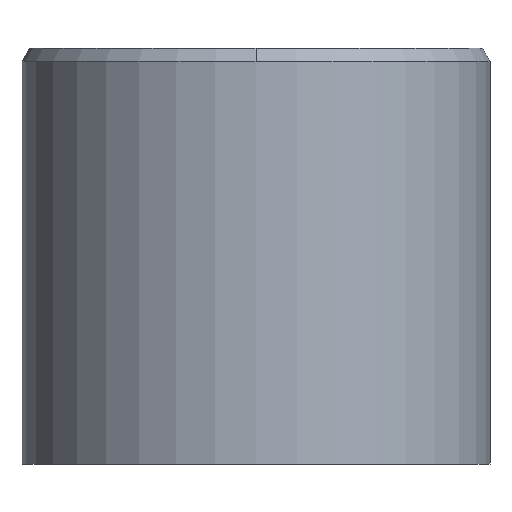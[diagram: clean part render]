
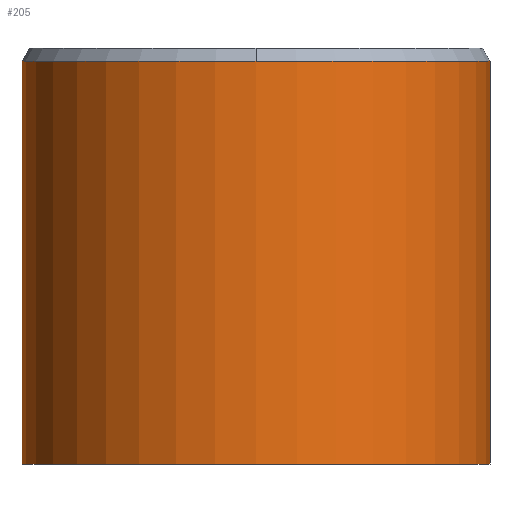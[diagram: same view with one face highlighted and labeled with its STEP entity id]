
A CAD part, front view. The second image highlights one B-rep face of the part: STEP entity #205.
In plain terms, the highlighted cylindrical face has radius 14.287 mm (diameter 28.575 mm), a partial arc.
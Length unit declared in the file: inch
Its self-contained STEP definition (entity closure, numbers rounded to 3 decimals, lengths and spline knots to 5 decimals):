
#2 = CARTESIAN_POINT ( 'NONE',  ( 0., 0., 0.9685 ) ) ;
#4 = EDGE_CURVE ( 'NONE', #232, #139, #45, .T. ) ;
#25 = AXIS2_PLACEMENT_3D ( 'NONE', #2, #165, #86 ) ;
#33 = CARTESIAN_POINT ( 'NONE',  ( -0.5625, 0., 0.9685 ) ) ;
#41 = VECTOR ( 'NONE', #80, 39.37008 ) ;
#42 = AXIS2_PLACEMENT_3D ( 'NONE', #115, #87, #269 ) ;
#45 = CIRCLE ( 'NONE', #227, 0.5625 ) ;
#52 = LINE ( 'NONE', #82, #41 ) ;
#56 = DIRECTION ( 'NONE',  ( 1., 0., 0. ) ) ;
#60 = CARTESIAN_POINT ( 'NONE',  ( 0., 0., 0. ) ) ;
#62 = EDGE_CURVE ( 'NONE', #232, #89, #52, .T. ) ;
#71 = DIRECTION ( 'NONE',  ( 0., 0., -1. ) ) ;
#80 = DIRECTION ( 'NONE',  ( 0., 0., 1. ) ) ;
#82 = CARTESIAN_POINT ( 'NONE',  ( -0.5625, 0., 0.48425 ) ) ;
#84 = AXIS2_PLACEMENT_3D ( 'NONE', #149, #71, #99 ) ;
#86 = DIRECTION ( 'NONE',  ( 1., 0., 0. ) ) ;
#87 = DIRECTION ( 'NONE',  ( 0., 0., 1. ) ) ;
#89 = VERTEX_POINT ( 'NONE', #33 ) ;
#99 = DIRECTION ( 'NONE',  ( 1., 0., 0. ) ) ;
#112 = EDGE_CURVE ( 'NONE', #128, #89, #306, .T. ) ;
#115 = CARTESIAN_POINT ( 'NONE',  ( 0., 0., 0.48425 ) ) ;
#118 = CARTESIAN_POINT ( 'NONE',  ( 0.5625, 0., 0.9685 ) ) ;
#128 = VERTEX_POINT ( 'NONE', #212 ) ;
#133 = VERTEX_POINT ( 'NONE', #118 ) ;
#134 = DIRECTION ( 'NONE',  ( 0., 0., 1. ) ) ;
#139 = VERTEX_POINT ( 'NONE', #296 ) ;
#149 = CARTESIAN_POINT ( 'NONE',  ( 0., 0., 0.9685 ) ) ;
#155 = LINE ( 'NONE', #299, #216 ) ;
#160 = FACE_OUTER_BOUND ( 'NONE', #303, .T. ) ;
#165 = DIRECTION ( 'NONE',  ( 0., 0., -1. ) ) ;
#176 = ORIENTED_EDGE ( 'NONE', *, *, #332, .T. ) ;
#205 = ADVANCED_FACE ( 'NONE', ( #160 ), #229, .T. ) ;
#212 = CARTESIAN_POINT ( 'NONE',  ( 0., -0.5625, 0.9685 ) ) ;
#216 = VECTOR ( 'NONE', #249, 39.37008 ) ;
#227 = AXIS2_PLACEMENT_3D ( 'NONE', #60, #134, #56 ) ;
#229 = CYLINDRICAL_SURFACE ( 'NONE', #42, 0.5625 ) ;
#232 = VERTEX_POINT ( 'NONE', #318 ) ;
#240 = ORIENTED_EDGE ( 'NONE', *, *, #112, .T. ) ;
#245 = ORIENTED_EDGE ( 'NONE', *, *, #62, .F. ) ;
#249 = DIRECTION ( 'NONE',  ( 0., 0., 1. ) ) ;
#254 = EDGE_CURVE ( 'NONE', #139, #133, #155, .T. ) ;
#268 = CIRCLE ( 'NONE', #84, 0.5625 ) ;
#269 = DIRECTION ( 'NONE',  ( 1., 0., 0. ) ) ;
#289 = ORIENTED_EDGE ( 'NONE', *, *, #4, .T. ) ;
#296 = CARTESIAN_POINT ( 'NONE',  ( 0.5625, 0., 0. ) ) ;
#299 = CARTESIAN_POINT ( 'NONE',  ( 0.5625, 0., 0.48425 ) ) ;
#303 = EDGE_LOOP ( 'NONE', ( #245, #289, #307, #176, #240 ) ) ;
#306 = CIRCLE ( 'NONE', #25, 0.5625 ) ;
#307 = ORIENTED_EDGE ( 'NONE', *, *, #254, .T. ) ;
#318 = CARTESIAN_POINT ( 'NONE',  ( -0.5625, 0., 0. ) ) ;
#332 = EDGE_CURVE ( 'NONE', #133, #128, #268, .T. ) ;
